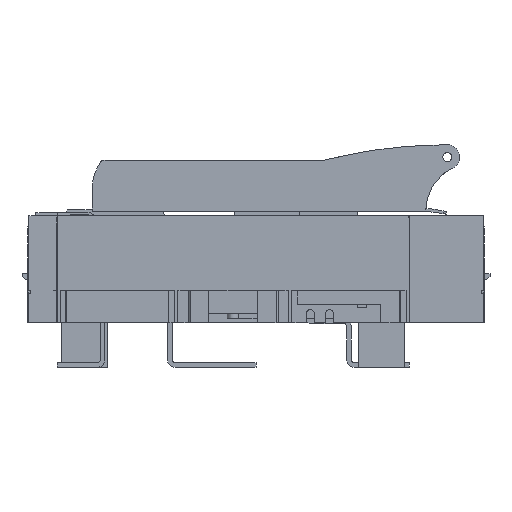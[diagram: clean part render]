
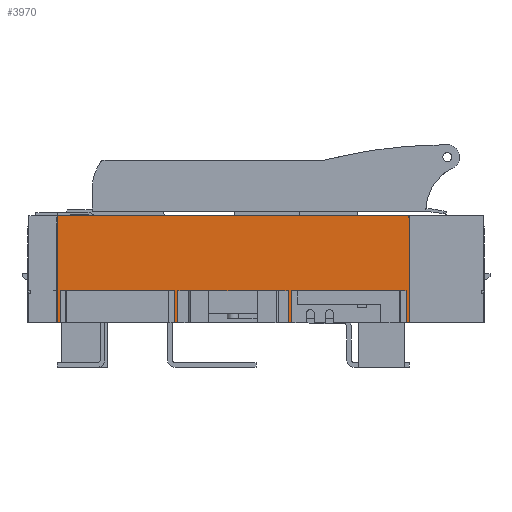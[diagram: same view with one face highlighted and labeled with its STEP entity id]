
A CAD part, front view. The second image highlights one B-rep face of the part: STEP entity #3970.
In plain terms, the highlighted planar face has unit normal (0, -1, 0).
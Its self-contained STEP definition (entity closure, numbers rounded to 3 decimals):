
#3847=AXIS2_PLACEMENT_3D('Plane Axis2P3D',#3844,#3845,#3846) ;
#363=CARTESIAN_POINT('Vertex',(-36.,-91.75,0.)) ;
#366=CARTESIAN_POINT('Line Origine',(-37.,-91.75,0.)) ;
#370=CARTESIAN_POINT('Vertex',(-38.,-91.75,0.)) ;
#440=CARTESIAN_POINT('Vertex',(-113.,-91.75,0.)) ;
#443=CARTESIAN_POINT('Line Origine',(-114.,-91.75,0.)) ;
#447=CARTESIAN_POINT('Vertex',(-115.,-91.75,0.)) ;
#3817=CARTESIAN_POINT('Line Origine',(-36.,-91.75,10.5)) ;
#3821=CARTESIAN_POINT('Vertex',(-36.,-91.75,21.)) ;
#3844=CARTESIAN_POINT('Axis2P3D Location',(0.,-91.75,0.)) ;
#3849=CARTESIAN_POINT('Line Origine',(0.,-91.75,21.)) ;
#3853=CARTESIAN_POINT('Vertex',(-25.,-91.75,21.)) ;
#3855=CARTESIAN_POINT('Vertex',(25.,-91.75,21.)) ;
#3858=CARTESIAN_POINT('Line Origine',(30.5,-91.75,21.)) ;
#3862=CARTESIAN_POINT('Vertex',(36.,-91.75,21.)) ;
#3865=CARTESIAN_POINT('Line Origine',(36.,-91.75,10.5)) ;
#3869=CARTESIAN_POINT('Vertex',(36.,-91.75,0.)) ;
#3872=CARTESIAN_POINT('Line Origine',(37.,-91.75,0.)) ;
#3876=CARTESIAN_POINT('Vertex',(38.,-91.75,0.)) ;
#3879=CARTESIAN_POINT('Line Origine',(38.,-91.75,10.5)) ;
#3883=CARTESIAN_POINT('Vertex',(38.,-91.75,21.)) ;
#3886=CARTESIAN_POINT('Line Origine',(75.5,-91.75,21.)) ;
#3890=CARTESIAN_POINT('Vertex',(113.,-91.75,21.)) ;
#3893=CARTESIAN_POINT('Line Origine',(113.,-91.75,10.5)) ;
#3897=CARTESIAN_POINT('Vertex',(113.,-91.75,0.)) ;
#3900=CARTESIAN_POINT('Line Origine',(114.,-91.75,0.)) ;
#3904=CARTESIAN_POINT('Vertex',(115.,-91.75,0.)) ;
#3907=CARTESIAN_POINT('Line Origine',(115.,-91.75,35.)) ;
#3911=CARTESIAN_POINT('Vertex',(115.,-91.75,70.)) ;
#3914=CARTESIAN_POINT('Line Origine',(0.,-91.75,70.)) ;
#3918=CARTESIAN_POINT('Vertex',(-115.,-91.75,70.)) ;
#3921=CARTESIAN_POINT('Line Origine',(-115.,-91.75,35.)) ;
#3926=CARTESIAN_POINT('Line Origine',(-113.,-91.75,10.5)) ;
#3930=CARTESIAN_POINT('Vertex',(-113.,-91.75,21.)) ;
#3933=CARTESIAN_POINT('Line Origine',(-75.5,-91.75,21.)) ;
#3937=CARTESIAN_POINT('Vertex',(-38.,-91.75,21.)) ;
#3940=CARTESIAN_POINT('Line Origine',(-38.,-91.75,10.5)) ;
#3945=CARTESIAN_POINT('Line Origine',(-30.5,-91.75,21.)) ;
#367=DIRECTION('Vector Direction',(1.,0.,0.)) ;
#444=DIRECTION('Vector Direction',(1.,0.,0.)) ;
#3818=DIRECTION('Vector Direction',(0.,0.,1.)) ;
#3845=DIRECTION('Axis2P3D Direction',(0.,1.,0.)) ;
#3846=DIRECTION('Axis2P3D XDirection',(0.,0.,1.)) ;
#3850=DIRECTION('Vector Direction',(1.,0.,0.)) ;
#3859=DIRECTION('Vector Direction',(1.,0.,0.)) ;
#3866=DIRECTION('Vector Direction',(0.,0.,1.)) ;
#3873=DIRECTION('Vector Direction',(-1.,0.,0.)) ;
#3880=DIRECTION('Vector Direction',(0.,0.,1.)) ;
#3887=DIRECTION('Vector Direction',(1.,0.,0.)) ;
#3894=DIRECTION('Vector Direction',(0.,0.,1.)) ;
#3901=DIRECTION('Vector Direction',(1.,0.,0.)) ;
#3908=DIRECTION('Vector Direction',(0.,0.,1.)) ;
#3915=DIRECTION('Vector Direction',(1.,0.,0.)) ;
#3922=DIRECTION('Vector Direction',(0.,0.,1.)) ;
#3927=DIRECTION('Vector Direction',(0.,0.,1.)) ;
#3934=DIRECTION('Vector Direction',(1.,0.,0.)) ;
#3941=DIRECTION('Vector Direction',(0.,0.,1.)) ;
#3946=DIRECTION('Vector Direction',(1.,0.,0.)) ;
#368=VECTOR('Line Direction',#367,1.) ;
#445=VECTOR('Line Direction',#444,1.) ;
#3819=VECTOR('Line Direction',#3818,1.) ;
#3851=VECTOR('Line Direction',#3850,1.) ;
#3860=VECTOR('Line Direction',#3859,1.) ;
#3867=VECTOR('Line Direction',#3866,1.) ;
#3874=VECTOR('Line Direction',#3873,1.) ;
#3881=VECTOR('Line Direction',#3880,1.) ;
#3888=VECTOR('Line Direction',#3887,1.) ;
#3895=VECTOR('Line Direction',#3894,1.) ;
#3902=VECTOR('Line Direction',#3901,1.) ;
#3909=VECTOR('Line Direction',#3908,1.) ;
#3916=VECTOR('Line Direction',#3915,1.) ;
#3923=VECTOR('Line Direction',#3922,1.) ;
#3928=VECTOR('Line Direction',#3927,1.) ;
#3935=VECTOR('Line Direction',#3934,1.) ;
#3942=VECTOR('Line Direction',#3941,1.) ;
#3947=VECTOR('Line Direction',#3946,1.) ;
#3951=ORIENTED_EDGE('',*,*,#3857,.T.) ;
#3952=ORIENTED_EDGE('',*,*,#3864,.F.) ;
#3953=ORIENTED_EDGE('',*,*,#3871,.F.) ;
#3954=ORIENTED_EDGE('',*,*,#3878,.T.) ;
#3955=ORIENTED_EDGE('',*,*,#3885,.T.) ;
#3956=ORIENTED_EDGE('',*,*,#3892,.F.) ;
#3957=ORIENTED_EDGE('',*,*,#3899,.F.) ;
#3958=ORIENTED_EDGE('',*,*,#3906,.T.) ;
#3959=ORIENTED_EDGE('',*,*,#3913,.T.) ;
#3960=ORIENTED_EDGE('',*,*,#3920,.F.) ;
#3961=ORIENTED_EDGE('',*,*,#3925,.F.) ;
#3962=ORIENTED_EDGE('',*,*,#449,.T.) ;
#3963=ORIENTED_EDGE('',*,*,#3932,.T.) ;
#3964=ORIENTED_EDGE('',*,*,#3939,.F.) ;
#3965=ORIENTED_EDGE('',*,*,#3944,.F.) ;
#3966=ORIENTED_EDGE('',*,*,#372,.T.) ;
#3967=ORIENTED_EDGE('',*,*,#3823,.T.) ;
#3968=ORIENTED_EDGE('',*,*,#3949,.F.) ;
#3970=ADVANCED_FACE('Hauptkoerper nicht benutzen',(#3969),#3848,.F.) ;
#372=EDGE_CURVE('',#371,#364,#369,.T.) ;
#449=EDGE_CURVE('',#448,#441,#446,.T.) ;
#3823=EDGE_CURVE('',#364,#3822,#3820,.T.) ;
#3857=EDGE_CURVE('',#3854,#3856,#3852,.T.) ;
#3864=EDGE_CURVE('',#3863,#3856,#3861,.F.) ;
#3871=EDGE_CURVE('',#3870,#3863,#3868,.T.) ;
#3878=EDGE_CURVE('',#3870,#3877,#3875,.F.) ;
#3885=EDGE_CURVE('',#3877,#3884,#3882,.T.) ;
#3892=EDGE_CURVE('',#3891,#3884,#3889,.F.) ;
#3899=EDGE_CURVE('',#3898,#3891,#3896,.T.) ;
#3906=EDGE_CURVE('',#3898,#3905,#3903,.T.) ;
#3913=EDGE_CURVE('',#3905,#3912,#3910,.T.) ;
#3920=EDGE_CURVE('',#3919,#3912,#3917,.T.) ;
#3925=EDGE_CURVE('',#448,#3919,#3924,.T.) ;
#3932=EDGE_CURVE('',#441,#3931,#3929,.T.) ;
#3939=EDGE_CURVE('',#3938,#3931,#3936,.F.) ;
#3944=EDGE_CURVE('',#371,#3938,#3943,.T.) ;
#3949=EDGE_CURVE('',#3854,#3822,#3948,.F.) ;
#3950=EDGE_LOOP('',(#3951,#3952,#3953,#3954,#3955,#3956,#3957,#3958,#3959,#3960,#3961,#3962,#3963,#3964,#3965,#3966,#3967,#3968)) ;
#3969=FACE_OUTER_BOUND('',#3950,.T.) ;
#369=LINE('Line',#366,#368) ;
#446=LINE('Line',#443,#445) ;
#3820=LINE('Line',#3817,#3819) ;
#3852=LINE('Line',#3849,#3851) ;
#3861=LINE('Line',#3858,#3860) ;
#3868=LINE('Line',#3865,#3867) ;
#3875=LINE('Line',#3872,#3874) ;
#3882=LINE('Line',#3879,#3881) ;
#3889=LINE('Line',#3886,#3888) ;
#3896=LINE('Line',#3893,#3895) ;
#3903=LINE('Line',#3900,#3902) ;
#3910=LINE('Line',#3907,#3909) ;
#3917=LINE('Line',#3914,#3916) ;
#3924=LINE('Line',#3921,#3923) ;
#3929=LINE('Line',#3926,#3928) ;
#3936=LINE('Line',#3933,#3935) ;
#3943=LINE('Line',#3940,#3942) ;
#3948=LINE('Line',#3945,#3947) ;
#3848=PLANE('Plane',#3847) ;
#364=VERTEX_POINT('',#363) ;
#371=VERTEX_POINT('',#370) ;
#441=VERTEX_POINT('',#440) ;
#448=VERTEX_POINT('',#447) ;
#3822=VERTEX_POINT('',#3821) ;
#3854=VERTEX_POINT('',#3853) ;
#3856=VERTEX_POINT('',#3855) ;
#3863=VERTEX_POINT('',#3862) ;
#3870=VERTEX_POINT('',#3869) ;
#3877=VERTEX_POINT('',#3876) ;
#3884=VERTEX_POINT('',#3883) ;
#3891=VERTEX_POINT('',#3890) ;
#3898=VERTEX_POINT('',#3897) ;
#3905=VERTEX_POINT('',#3904) ;
#3912=VERTEX_POINT('',#3911) ;
#3919=VERTEX_POINT('',#3918) ;
#3931=VERTEX_POINT('',#3930) ;
#3938=VERTEX_POINT('',#3937) ;
